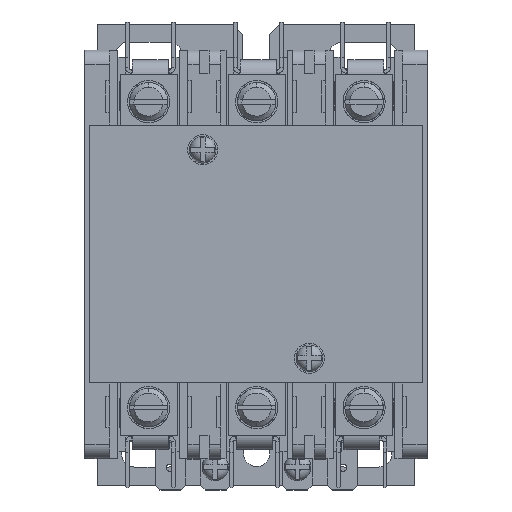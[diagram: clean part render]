
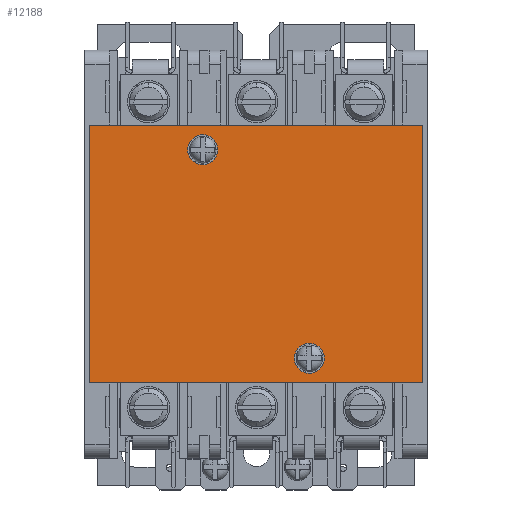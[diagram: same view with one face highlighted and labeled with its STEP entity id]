
A CAD part, top view. The second image highlights one B-rep face of the part: STEP entity #12188.
In plain terms, the highlighted planar face has unit normal (0, 0, 1).
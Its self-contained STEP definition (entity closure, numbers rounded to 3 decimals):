
#575 = EDGE_CURVE ( 'NONE', #6065, #18751, #27963, .T. ) ;
#990 = EDGE_CURVE ( 'NONE', #30743, #21307, #29811, .T. ) ;
#1434 = DIRECTION ( 'NONE',  ( 0., 0., 1. ) ) ;
#1818 = FACE_BOUND ( 'NONE', #12332, .T. ) ;
#1948 = VECTOR ( 'NONE', #26394, 1000. ) ;
#4101 = AXIS2_PLACEMENT_3D ( 'NONE', #7328, #21149, #12190 ) ;
#4382 = CARTESIAN_POINT ( 'NONE',  ( 11.135, -21.7, 87.2 ) ) ;
#4664 = EDGE_LOOP ( 'NONE', ( #7445, #26207 ) ) ;
#6065 = VERTEX_POINT ( 'NONE', #24740 ) ;
#7328 = CARTESIAN_POINT ( 'NONE',  ( -11.13, 21.8, 87.2 ) ) ;
#7368 = LINE ( 'NONE', #25930, #28596 ) ;
#7407 = LINE ( 'NONE', #18352, #16305 ) ;
#7445 = ORIENTED_EDGE ( 'NONE', *, *, #28297, .F. ) ;
#7479 = DIRECTION ( 'NONE',  ( 0., 0., 1. ) ) ;
#8898 = ORIENTED_EDGE ( 'NONE', *, *, #23842, .F. ) ;
#9836 = CARTESIAN_POINT ( 'NONE',  ( 34.75, 26.95, 87.2 ) ) ;
#9917 = DIRECTION ( 'NONE',  ( 0., 0., 1. ) ) ;
#11614 = AXIS2_PLACEMENT_3D ( 'NONE', #14525, #7479, #14418 ) ;
#12188 = ADVANCED_FACE ( 'NONE', ( #27834, #1818, #25220 ), #29026, .T. ) ;
#12190 = DIRECTION ( 'NONE',  ( 1., 0., 0. ) ) ;
#12332 = EDGE_LOOP ( 'NONE', ( #20212, #14994 ) ) ;
#12391 = EDGE_CURVE ( 'NONE', #22608, #21307, #23707, .T. ) ;
#13056 = DIRECTION ( 'NONE',  ( 0., 1., 0. ) ) ;
#13154 = EDGE_LOOP ( 'NONE', ( #24233, #16262, #8898, #22417 ) ) ;
#14020 = DIRECTION ( 'NONE',  ( 0., -1., 0. ) ) ;
#14171 = CARTESIAN_POINT ( 'NONE',  ( 0., 26.95, 87.2 ) ) ;
#14418 = DIRECTION ( 'NONE',  ( 1., 0., 0. ) ) ;
#14525 = CARTESIAN_POINT ( 'NONE',  ( 0., 0., 87.2 ) ) ;
#14994 = ORIENTED_EDGE ( 'NONE', *, *, #575, .F. ) ;
#15366 = DIRECTION ( 'NONE',  ( 1., 0., 0. ) ) ;
#15969 = CIRCLE ( 'NONE', #22258, 3.125 ) ;
#16262 = ORIENTED_EDGE ( 'NONE', *, *, #19628, .F. ) ;
#16305 = VECTOR ( 'NONE', #23351, 1000. ) ;
#16944 = AXIS2_PLACEMENT_3D ( 'NONE', #20048, #1434, #15366 ) ;
#18352 = CARTESIAN_POINT ( 'NONE',  ( 0., -26.85, 87.2 ) ) ;
#18751 = VERTEX_POINT ( 'NONE', #26638 ) ;
#19628 = EDGE_CURVE ( 'NONE', #26338, #22608, #7407, .T. ) ;
#19867 = EDGE_CURVE ( 'NONE', #18751, #6065, #25479, .T. ) ;
#20048 = CARTESIAN_POINT ( 'NONE',  ( -11.13, 21.8, 87.2 ) ) ;
#20212 = ORIENTED_EDGE ( 'NONE', *, *, #19867, .F. ) ;
#20371 = CARTESIAN_POINT ( 'NONE',  ( 8.01, -21.7, 87.2 ) ) ;
#20943 = DIRECTION ( 'NONE',  ( 0., 0., 1. ) ) ;
#21149 = DIRECTION ( 'NONE',  ( 0., 0., 1. ) ) ;
#21307 = VERTEX_POINT ( 'NONE', #28769 ) ;
#22040 = EDGE_CURVE ( 'NONE', #30409, #25282, #22740, .T. ) ;
#22074 = DIRECTION ( 'NONE',  ( 1., 0., 0. ) ) ;
#22258 = AXIS2_PLACEMENT_3D ( 'NONE', #24395, #9917, #22074 ) ;
#22417 = ORIENTED_EDGE ( 'NONE', *, *, #990, .T. ) ;
#22608 = VERTEX_POINT ( 'NONE', #28130 ) ;
#22740 = CIRCLE ( 'NONE', #26195, 3.125 ) ;
#23351 = DIRECTION ( 'NONE',  ( -1., 0., 0. ) ) ;
#23707 = LINE ( 'NONE', #25272, #30414 ) ;
#23842 = EDGE_CURVE ( 'NONE', #30743, #26338, #7368, .T. ) ;
#24233 = ORIENTED_EDGE ( 'NONE', *, *, #12391, .F. ) ;
#24395 = CARTESIAN_POINT ( 'NONE',  ( 11.135, -21.7, 87.2 ) ) ;
#24740 = CARTESIAN_POINT ( 'NONE',  ( -14.255, 21.8, 87.2 ) ) ;
#25220 = FACE_BOUND ( 'NONE', #4664, .T. ) ;
#25272 = CARTESIAN_POINT ( 'NONE',  ( -34.75, 26.95, 87.2 ) ) ;
#25282 = VERTEX_POINT ( 'NONE', #25615 ) ;
#25479 = CIRCLE ( 'NONE', #4101, 3.125 ) ;
#25615 = CARTESIAN_POINT ( 'NONE',  ( 14.26, -21.7, 87.2 ) ) ;
#25930 = CARTESIAN_POINT ( 'NONE',  ( 34.75, -26.85, 87.2 ) ) ;
#26195 = AXIS2_PLACEMENT_3D ( 'NONE', #4382, #20943, #30038 ) ;
#26207 = ORIENTED_EDGE ( 'NONE', *, *, #22040, .F. ) ;
#26338 = VERTEX_POINT ( 'NONE', #29510 ) ;
#26394 = DIRECTION ( 'NONE',  ( -1., 0., 0. ) ) ;
#26638 = CARTESIAN_POINT ( 'NONE',  ( -8.005, 21.8, 87.2 ) ) ;
#27834 = FACE_OUTER_BOUND ( 'NONE', #13154, .T. ) ;
#27963 = CIRCLE ( 'NONE', #16944, 3.125 ) ;
#28130 = CARTESIAN_POINT ( 'NONE',  ( -34.75, -26.85, 87.2 ) ) ;
#28297 = EDGE_CURVE ( 'NONE', #25282, #30409, #15969, .T. ) ;
#28596 = VECTOR ( 'NONE', #14020, 1000. ) ;
#28769 = CARTESIAN_POINT ( 'NONE',  ( -34.75, 26.95, 87.2 ) ) ;
#29026 = PLANE ( 'NONE',  #11614 ) ;
#29510 = CARTESIAN_POINT ( 'NONE',  ( 34.75, -26.85, 87.2 ) ) ;
#29811 = LINE ( 'NONE', #14171, #1948 ) ;
#30038 = DIRECTION ( 'NONE',  ( 1., 0., 0. ) ) ;
#30409 = VERTEX_POINT ( 'NONE', #20371 ) ;
#30414 = VECTOR ( 'NONE', #13056, 1000. ) ;
#30743 = VERTEX_POINT ( 'NONE', #9836 ) ;
